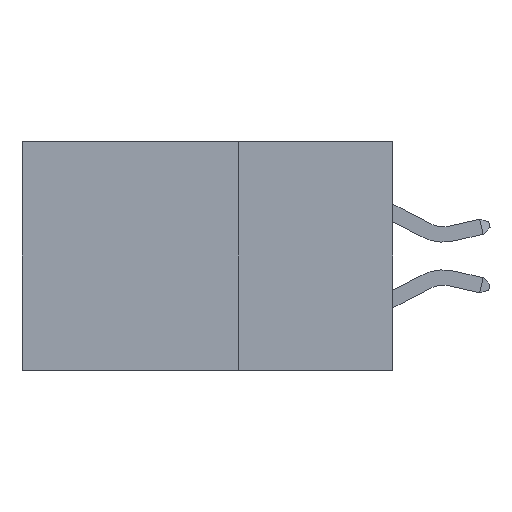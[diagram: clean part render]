
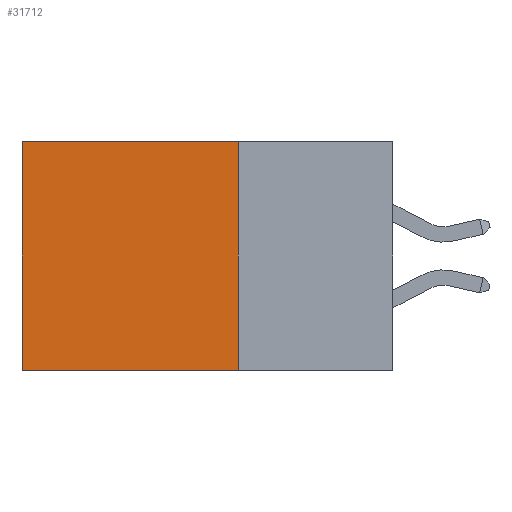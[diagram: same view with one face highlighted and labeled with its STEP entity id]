
A CAD part, left-side view. The second image highlights one B-rep face of the part: STEP entity #31712.
In plain terms, the highlighted planar face has unit normal (-1, 0, 0).
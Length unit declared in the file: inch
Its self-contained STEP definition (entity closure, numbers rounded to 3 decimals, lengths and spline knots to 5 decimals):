
#1054 = DIRECTION ( 'NONE',  ( 0., 1., 0. ) ) ;
#1389 = CARTESIAN_POINT ( 'NONE',  ( 0.2875, 0.25, 0. ) ) ;
#3102 = DIRECTION ( 'NONE',  ( 1., 0., 0. ) ) ;
#3911 = LINE ( 'NONE', #16575, #9061 ) ;
#5503 = VERTEX_POINT ( 'NONE', #25116 ) ;
#5520 = VECTOR ( 'NONE', #18973, 39.37008 ) ;
#5543 = DIRECTION ( 'NONE',  ( 0., 0., -1. ) ) ;
#6709 = VERTEX_POINT ( 'NONE', #27385 ) ;
#7129 = FACE_OUTER_BOUND ( 'NONE', #26880, .T. ) ;
#7355 = AXIS2_PLACEMENT_3D ( 'NONE', #26672, #3102, #5543 ) ;
#7523 = EDGE_CURVE ( 'NONE', #5503, #17838, #32018, .T. ) ;
#9061 = VECTOR ( 'NONE', #19483, 39.37008 ) ;
#10138 = EDGE_CURVE ( 'NONE', #5503, #6709, #25145, .T. ) ;
#11788 = VECTOR ( 'NONE', #11985, 39.37008 ) ;
#11985 = DIRECTION ( 'NONE',  ( 0., 1., 0. ) ) ;
#14174 = ORIENTED_EDGE ( 'NONE', *, *, #10138, .T. ) ;
#14399 = CARTESIAN_POINT ( 'NONE',  ( 0.2875, 0.25, -0.37 ) ) ;
#15175 = EDGE_CURVE ( 'NONE', #17838, #18755, #27575, .T. ) ;
#15929 = PLANE ( 'NONE',  #7355 ) ;
#16051 = CARTESIAN_POINT ( 'NONE',  ( 0.2875, 0.25, 0. ) ) ;
#16575 = CARTESIAN_POINT ( 'NONE',  ( 0.2875, 0.6, 0. ) ) ;
#17424 = ORIENTED_EDGE ( 'NONE', *, *, #15175, .F. ) ;
#17838 = VERTEX_POINT ( 'NONE', #23157 ) ;
#18755 = VERTEX_POINT ( 'NONE', #31738 ) ;
#18973 = DIRECTION ( 'NONE',  ( 0., 0., -1. ) ) ;
#19483 = DIRECTION ( 'NONE',  ( 0., 0., -1. ) ) ;
#21622 = ORIENTED_EDGE ( 'NONE', *, *, #32318, .T. ) ;
#21640 = ORIENTED_EDGE ( 'NONE', *, *, #7523, .F. ) ;
#23157 = CARTESIAN_POINT ( 'NONE',  ( 0.2875, 0.25, -0.37 ) ) ;
#24345 = VECTOR ( 'NONE', #1054, 39.37008 ) ;
#25116 = CARTESIAN_POINT ( 'NONE',  ( 0.2875, 0.25, 0. ) ) ;
#25145 = LINE ( 'NONE', #1389, #11788 ) ;
#26672 = CARTESIAN_POINT ( 'NONE',  ( 0.2875, 0.25, 0. ) ) ;
#26880 = EDGE_LOOP ( 'NONE', ( #21622, #17424, #21640, #14174 ) ) ;
#27385 = CARTESIAN_POINT ( 'NONE',  ( 0.2875, 0.6, 0. ) ) ;
#27575 = LINE ( 'NONE', #14399, #24345 ) ;
#31712 = ADVANCED_FACE ( 'NONE', ( #7129 ), #15929, .F. ) ;
#31738 = CARTESIAN_POINT ( 'NONE',  ( 0.2875, 0.6, -0.37 ) ) ;
#32018 = LINE ( 'NONE', #16051, #5520 ) ;
#32318 = EDGE_CURVE ( 'NONE', #6709, #18755, #3911, .T. ) ;
